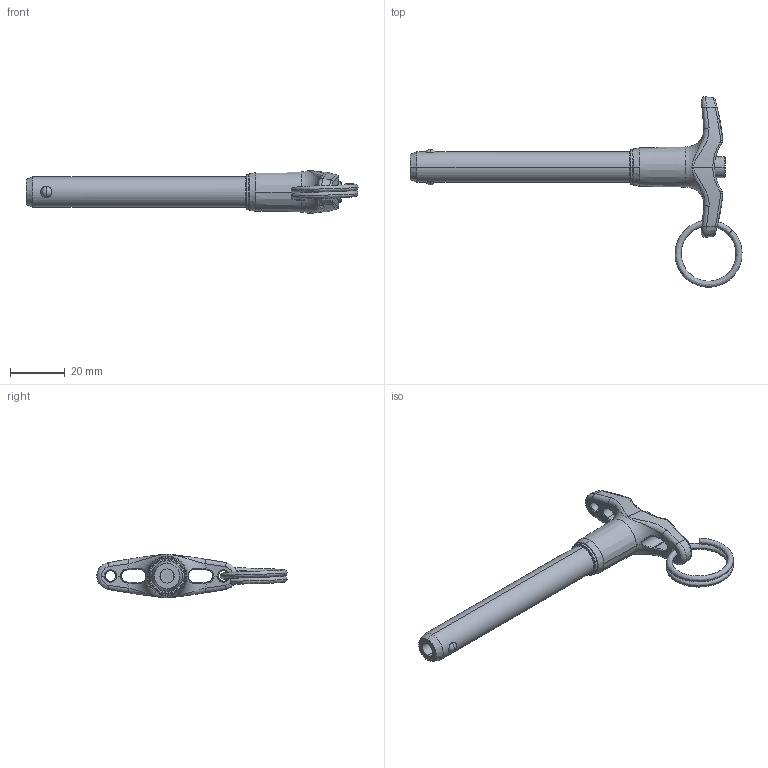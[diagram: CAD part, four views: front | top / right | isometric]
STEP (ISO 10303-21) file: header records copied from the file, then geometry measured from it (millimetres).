
FILE_DESCRIPTION (( 'STEP AP214' ), '1' );
FILE_NAME ('4211.E28.STEP', '2024-08-15T12:25:36', ( '' ), ( '' ), 'SwSTEP 2.0', 'SolidWorks 2021', '' );
FILE_SCHEMA (( 'AUTOMOTIVE_DESIGN' ));
Length unit declared in the file: millimetre
Products named in the file (1): 4211.E28
Bounding box: 121.47 x 69.68 x 15.81 mm (x, y, z)
Surface area: 7500.8 mm2 (no closed solid volume)
Topology: 0 solids, 9 shells, 186 faces, 636 edges, 434 vertices
Faces by surface type: bspline 65, cone 36, plane 31, sphere 26, cylinder 14, torus 14
Entity records: 14493 total; most frequent: CARTESIAN_POINT 7618, ORIENTED_EDGE 1036, DIRECTION 872, EDGE_CURVE 626, VERTEX_POINT 428, AXIS2_PLACEMENT_3D 382, CIRCLE 260, B_SPLINE_CURVE_WITH_KNOTS 246
